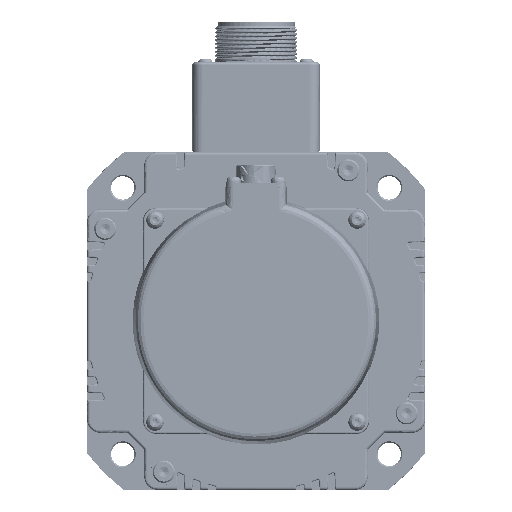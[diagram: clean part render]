
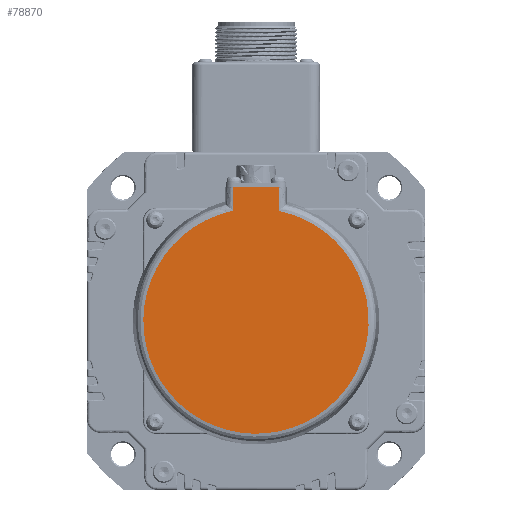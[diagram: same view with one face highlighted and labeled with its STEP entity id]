
A CAD part, front view. The second image highlights one B-rep face of the part: STEP entity #78870.
In plain terms, the highlighted free-form (B-spline) face has degree [1, 1] with [2, 2] control points.
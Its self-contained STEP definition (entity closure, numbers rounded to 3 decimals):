
#77345=CARTESIAN_POINT('',(252.67,-561.,-13.5));
#77346=VERTEX_POINT('',#77345);
#77353=CARTESIAN_POINT('',(252.67,-561.,-22.53));
#77354=VERTEX_POINT('',#77353);
#77355=CARTESIAN_POINT('',(252.67,-561.,-13.5));
#77356=CARTESIAN_POINT('',(252.67,-561.,-22.53));
#77357=B_SPLINE_CURVE_WITH_KNOTS('',1,(#77355,#77356),.POLYLINE_FORM.,.F.,.U.,(2,2),(0.,1.),.UNSPECIFIED.);
#77358=EDGE_CURVE('',#77346,#77354,#77357,.T.);
#77400=CARTESIAN_POINT('',(235.33,-561.,-22.53));
#77401=VERTEX_POINT('',#77400);
#77402=CARTESIAN_POINT('',(252.67,-561.,-22.53));
#77403=CARTESIAN_POINT('',(258.353,-561.,-23.69));
#77404=CARTESIAN_POINT('',(263.747,-561.,-25.98));
#77405=CARTESIAN_POINT('',(273.572,-561.,-32.724));
#77406=CARTESIAN_POINT('',(277.823,-561.,-37.21));
#77407=CARTESIAN_POINT('',(284.185,-561.,-47.641));
#77408=CARTESIAN_POINT('',(286.227,-561.,-53.466));
#77409=CARTESIAN_POINT('',(287.779,-561.,-65.652));
#77410=CARTESIAN_POINT('',(287.24,-561.,-71.879));
#77411=CARTESIAN_POINT('',(283.608,-561.,-83.648));
#77412=CARTESIAN_POINT('',(280.573,-561.,-89.062));
#77413=CARTESIAN_POINT('',(272.498,-561.,-98.22));
#77414=CARTESIAN_POINT('',(267.571,-561.,-101.88));
#77415=CARTESIAN_POINT('',(256.463,-561.,-106.968));
#77416=CARTESIAN_POINT('',(250.395,-561.,-108.31));
#77417=CARTESIAN_POINT('',(238.078,-561.,-108.381));
#77418=CARTESIAN_POINT('',(231.97,-561.,-107.098));
#77419=CARTESIAN_POINT('',(220.771,-561.,-102.099));
#77420=CARTESIAN_POINT('',(215.793,-561.,-98.472));
#77421=CARTESIAN_POINT('',(207.637,-561.,-89.375));
#77422=CARTESIAN_POINT('',(204.561,-561.,-83.999));
#77423=CARTESIAN_POINT('',(200.819,-561.,-72.26));
#77424=CARTESIAN_POINT('',(200.225,-561.,-66.021));
#77425=CARTESIAN_POINT('',(201.683,-561.,-53.802));
#77426=CARTESIAN_POINT('',(203.68,-561.,-47.957));
#77427=CARTESIAN_POINT('',(209.961,-561.,-37.477));
#77428=CARTESIAN_POINT('',(214.173,-561.,-32.961));
#77429=CARTESIAN_POINT('',(224.036,-561.,-26.072));
#77430=CARTESIAN_POINT('',(229.532,-561.,-23.714));
#77431=CARTESIAN_POINT('',(235.33,-561.,-22.53));
#77432=B_SPLINE_CURVE_WITH_KNOTS('',3,(#77402,#77403,#77404,#77405,#77406,#77407,#77408,#77409,#77410,#77411,#77412,#77413,#77414,#77415,#77416,#77417,#77418,#77419,#77420,#77421,#77422,#77423,#77424,#77425,#77426,#77427,#77428,#77429,#77430,#77431),.UNSPECIFIED.,.F.,.U.,(4,2,2,2,2,2,2,2,2,2,2,2,2,2,4),(0.,0.068,0.14,0.211,0.284,0.356,0.427,0.499,0.571,0.643,0.715,0.787,0.859,0.931,1.),.UNSPECIFIED.);
#77433=EDGE_CURVE('',#77354,#77401,#77432,.T.);
#77459=CARTESIAN_POINT('',(235.33,-561.,-13.5));
#77460=VERTEX_POINT('',#77459);
#77461=CARTESIAN_POINT('',(235.33,-561.,-22.53));
#77462=CARTESIAN_POINT('',(235.33,-561.,-13.5));
#77463=B_SPLINE_CURVE_WITH_KNOTS('',1,(#77461,#77462),.POLYLINE_FORM.,.F.,.U.,(2,2),(0.,1.),.UNSPECIFIED.);
#77464=EDGE_CURVE('',#77401,#77460,#77463,.T.);
#78855=CARTESIAN_POINT('',(199.7,-561.,-13.5));
#78856=CARTESIAN_POINT('',(288.305,-561.,-13.5));
#78857=CARTESIAN_POINT('',(199.7,-561.,-108.95));
#78858=CARTESIAN_POINT('',(288.305,-561.,-108.95));
#78859=B_SPLINE_SURFACE_WITH_KNOTS('',1,1,((#78855,#78856),(#78857,#78858)),.PLANE_SURF.,.F.,.F.,.U.,(2,2),(2,2),(0.,1.),(0.,1.),.UNSPECIFIED.);
#78860=CARTESIAN_POINT('',(252.67,-561.,-13.5));
#78861=CARTESIAN_POINT('',(235.33,-561.,-13.5));
#78862=B_SPLINE_CURVE_WITH_KNOTS('',1,(#78860,#78861),.POLYLINE_FORM.,.F.,.U.,(2,2),(0.,1.),.UNSPECIFIED.);
#78863=EDGE_CURVE('',#77346,#77460,#78862,.T.);
#78864=ORIENTED_EDGE('',*,*,#78863,.T.);
#78865=ORIENTED_EDGE('',*,*,#77464,.F.);
#78866=ORIENTED_EDGE('',*,*,#77433,.F.);
#78867=ORIENTED_EDGE('',*,*,#77358,.F.);
#78868=EDGE_LOOP('',(#78864,#78865,#78866,#78867));
#78869=FACE_OUTER_BOUND('',#78868,.T.);
#78870=ADVANCED_FACE('',(#78869),#78859,.T.);
